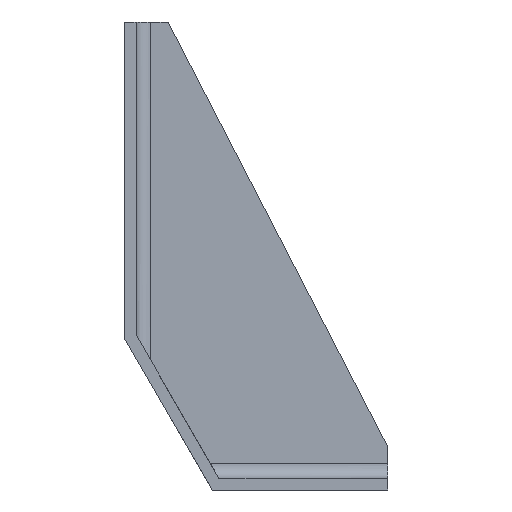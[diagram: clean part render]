
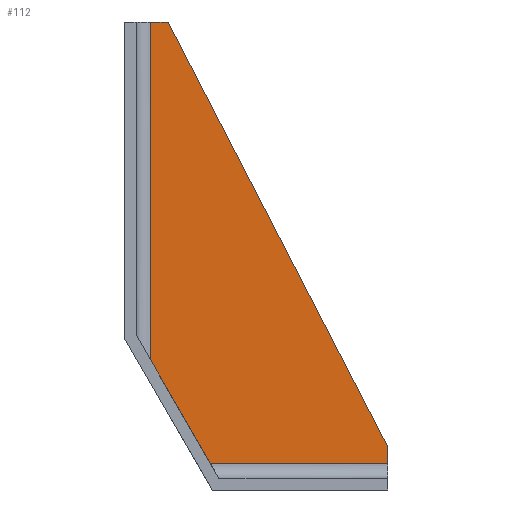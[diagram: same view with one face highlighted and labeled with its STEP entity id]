
A CAD part, left-side view. The second image highlights one B-rep face of the part: STEP entity #112.
In plain terms, the highlighted planar face has unit normal (-1, 0, 0).
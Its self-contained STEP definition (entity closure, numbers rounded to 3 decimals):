
#112=ADVANCED_FACE('',(#227),#228,.T.);
#227=FACE_OUTER_BOUND('',#340,.T.);
#228=PLANE('',#341);
#340=EDGE_LOOP('',(#609,#610,#611,#612,#613,#614,#615));
#341=AXIS2_PLACEMENT_3D('',#616,#617,#618);
#609=ORIENTED_EDGE('',*,*,#774,.T.);
#610=ORIENTED_EDGE('',*,*,#790,.F.);
#611=ORIENTED_EDGE('',*,*,#783,.T.);
#612=ORIENTED_EDGE('',*,*,#792,.F.);
#613=ORIENTED_EDGE('',*,*,#793,.F.);
#614=ORIENTED_EDGE('',*,*,#794,.F.);
#615=ORIENTED_EDGE('',*,*,#768,.F.);
#616=CARTESIAN_POINT('',(18.5,-36.034,72.29));
#617=DIRECTION('',(-1.0,0.0,0.0));
#618=DIRECTION('',(0.0,-1.0,0.0));
#768=EDGE_CURVE('',#941,#943,#944,.T.);
#774=EDGE_CURVE('',#941,#950,#952,.T.);
#783=EDGE_CURVE('',#961,#965,#967,.T.);
#790=EDGE_CURVE('',#961,#950,#976,.T.);
#792=EDGE_CURVE('',#978,#965,#979,.T.);
#793=EDGE_CURVE('',#980,#978,#981,.T.);
#794=EDGE_CURVE('',#943,#980,#982,.T.);
#941=VERTEX_POINT('',#1175);
#943=VERTEX_POINT('',#1177);
#944=LINE('',#1178,#1179);
#950=VERTEX_POINT('',#1186);
#952=LINE('',#1189,#1190);
#961=VERTEX_POINT('',#1202);
#965=VERTEX_POINT('',#1207);
#967=LINE('',#1209,#1210);
#976=LINE('',#1223,#1224);
#978=VERTEX_POINT('',#1226);
#979=LINE('',#1227,#1228);
#980=VERTEX_POINT('',#1229);
#981=LINE('',#1230,#1231);
#982=LINE('',#1232,#1233);
#1175=CARTESIAN_POINT('',(18.5,-9.0,45.0));
#1177=CARTESIAN_POINT('',(18.5,-9.0,160.0));
#1178=CARTESIAN_POINT('',(18.5,-9.0,102.5));
#1179=VECTOR('',#1366,1.0);
#1186=CARTESIAN_POINT('',(18.5,-8.637,45.0));
#1189=CARTESIAN_POINT('',(18.5,-20.782,45.0));
#1190=VECTOR('',#1372,1.0);
#1202=CARTESIAN_POINT('',(18.5,-29.423,9.0));
#1207=CARTESIAN_POINT('',(18.5,-90.0,9.0));
#1209=CARTESIAN_POINT('',(18.5,-59.5,9.0));
#1210=VECTOR('',#1383,1.0);
#1223=CARTESIAN_POINT('',(18.5,-32.31,4.0));
#1224=VECTOR('',#1388,1.0);
#1226=CARTESIAN_POINT('',(18.5,-90.0,15.0));
#1227=CARTESIAN_POINT('',(18.5,-90.0,39.895));
#1228=VECTOR('',#1389,1.0);
#1229=CARTESIAN_POINT('',(18.5,-15.0,160.0));
#1230=CARTESIAN_POINT('',(18.5,-53.866,84.86));
#1231=VECTOR('',#1390,1.0);
#1232=CARTESIAN_POINT('',(18.5,-21.767,160.0));
#1233=VECTOR('',#1391,1.0);
#1366=DIRECTION('',(0.0,0.0,1.0));
#1372=DIRECTION('',(0.0,1.0,0.0));
#1383=DIRECTION('',(0.0,-1.0,0.0));
#1388=DIRECTION('',(0.0,0.5,0.866));
#1389=DIRECTION('',(-0.0,-0.0,-1.0));
#1390=DIRECTION('',(-0.0,-0.459,-0.888));
#1391=DIRECTION('',(0.0,-1.0,0.0));
